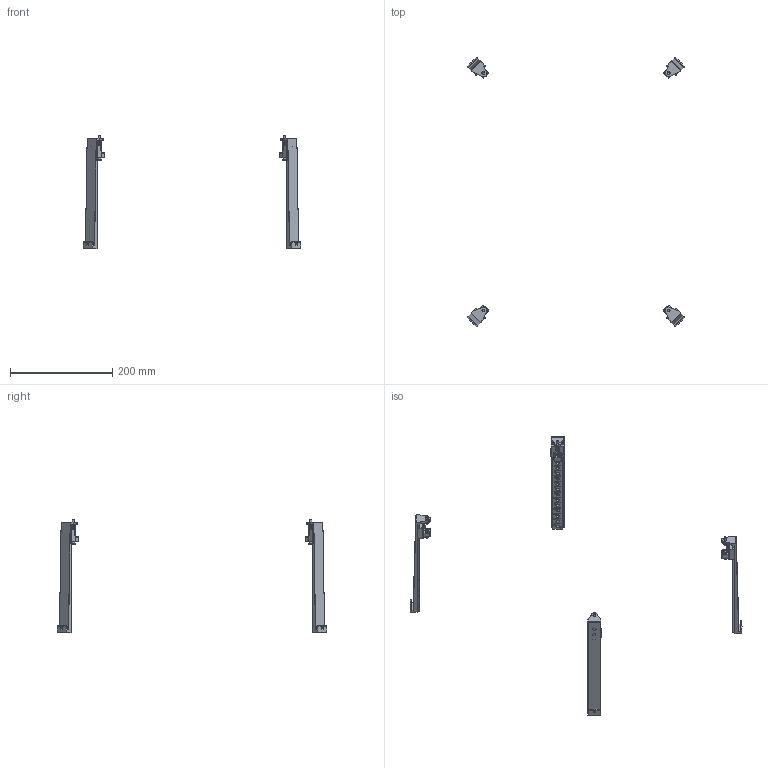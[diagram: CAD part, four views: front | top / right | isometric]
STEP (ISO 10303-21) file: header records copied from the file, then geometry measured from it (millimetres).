
FILE_DESCRIPTION (( 'STEP AP214' ), '1' );
FILE_NAME ('FR10PKA.STEP', '2020-10-05T16:20:47', ( '' ), ( '' ), 'SwSTEP 2.0', 'SolidWorks 2019', '' );
FILE_SCHEMA (( 'AUTOMOTIVE_DESIGN' ));
Length unit declared in the file: inch
Products named in the file (1): FR10PKA
Bounding box: 425.51 x 527.13 x 221.04 mm (x, y, z)
Volume: 224401.4 mm3; surface area: 104398.6 mm2
Topology: 25 solids, 25 shells, 2320 faces, 5794 edges, 3668 vertices
Faces by surface type: plane 1270, bspline 688, cylinder 350, cone 12
Full cylindrical faces by diameter (mm): 3.962 x1, 4.826 x12, 5.5 x4, 5.588 x4, 6.248 x1, 6.35 x64, 6.426 x8, 8 x4, 9.474 x8, 11 x4
Entity records: 107560 total; most frequent: CARTESIAN_POINT 27469, ORIENTED_EDGE 11144, DIRECTION 8006, EDGE_CURVE 5572, VECTOR 3636, LINE 3636, VERTEX_POINT 3632, EDGE_LOOP 2684
